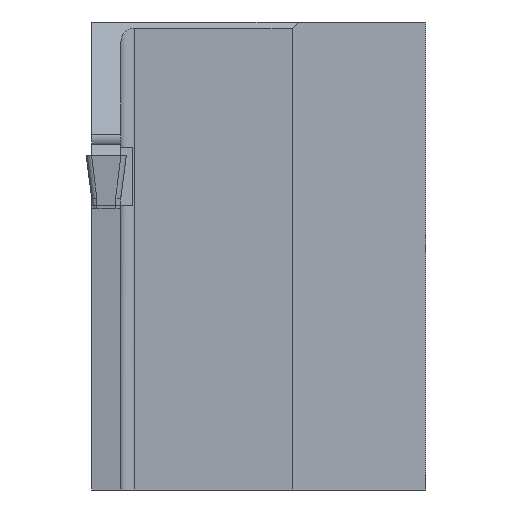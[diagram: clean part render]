
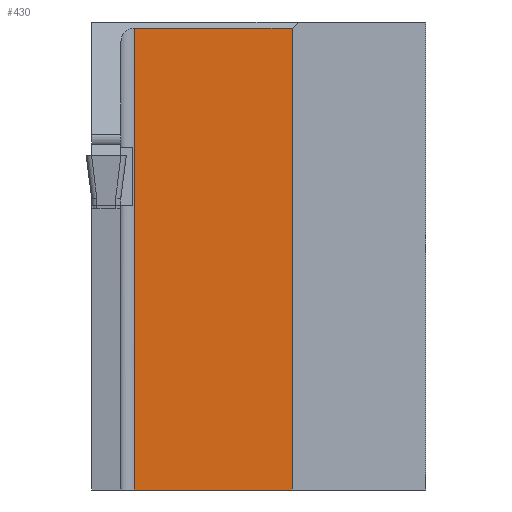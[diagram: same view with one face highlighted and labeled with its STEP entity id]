
A CAD part, left-side view. The second image highlights one B-rep face of the part: STEP entity #430.
In plain terms, the highlighted planar face has unit normal (-1, 0, 0).
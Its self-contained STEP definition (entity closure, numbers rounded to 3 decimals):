
#430=ADVANCED_FACE('',(#515),#479,.T.);
#479=PLANE('',#1331);
#515=FACE_OUTER_BOUND('',#565,.T.);
#565=EDGE_LOOP('',(#694,#695,#696,#697));
#694=ORIENTED_EDGE('',*,*,#993,.F.);
#695=ORIENTED_EDGE('',*,*,#1022,.T.);
#696=ORIENTED_EDGE('',*,*,#1024,.T.);
#697=ORIENTED_EDGE('',*,*,#1035,.T.);
#905=VERTEX_POINT('',#1685);
#906=VERTEX_POINT('',#1687);
#928=VERTEX_POINT('',#1742);
#929=VERTEX_POINT('',#1746);
#993=EDGE_CURVE('',#905,#906,#1126,.T.);
#1022=EDGE_CURVE('',#905,#928,#1149,.T.);
#1024=EDGE_CURVE('',#928,#929,#1151,.T.);
#1035=EDGE_CURVE('',#929,#906,#1161,.T.);
#1126=LINE('',#1686,#1220);
#1149=LINE('',#1743,#1243);
#1151=LINE('',#1748,#1245);
#1161=LINE('',#1768,#1255);
#1220=VECTOR('',#1409,1.);
#1243=VECTOR('',#1454,1.);
#1245=VECTOR('',#1458,1.);
#1255=VECTOR('',#1476,1.);
#1331=AXIS2_PLACEMENT_3D('',#1769,#1477,#1478);
#1409=DIRECTION('',(0.,-1.,0.));
#1454=DIRECTION('',(0.,0.,-1.));
#1458=DIRECTION('',(0.,-1.,0.));
#1476=DIRECTION('',(0.,0.,1.));
#1477=DIRECTION('',(-1.,0.,0.));
#1478=DIRECTION('',(0.,0.,1.));
#1685=CARTESIAN_POINT('',(14.,21.8,9.55));
#1686=CARTESIAN_POINT('',(14.,-173.252,9.55));
#1687=CARTESIAN_POINT('',(14.,10.,9.55));
#1742=CARTESIAN_POINT('',(14.,21.8,-25.));
#1743=CARTESIAN_POINT('',(14.,21.8,-25.));
#1746=CARTESIAN_POINT('',(14.,10.,-25.));
#1748=CARTESIAN_POINT('',(14.,0.,-25.));
#1768=CARTESIAN_POINT('',(14.,10.,-25.));
#1769=CARTESIAN_POINT('',(14.,0.,-25.));
